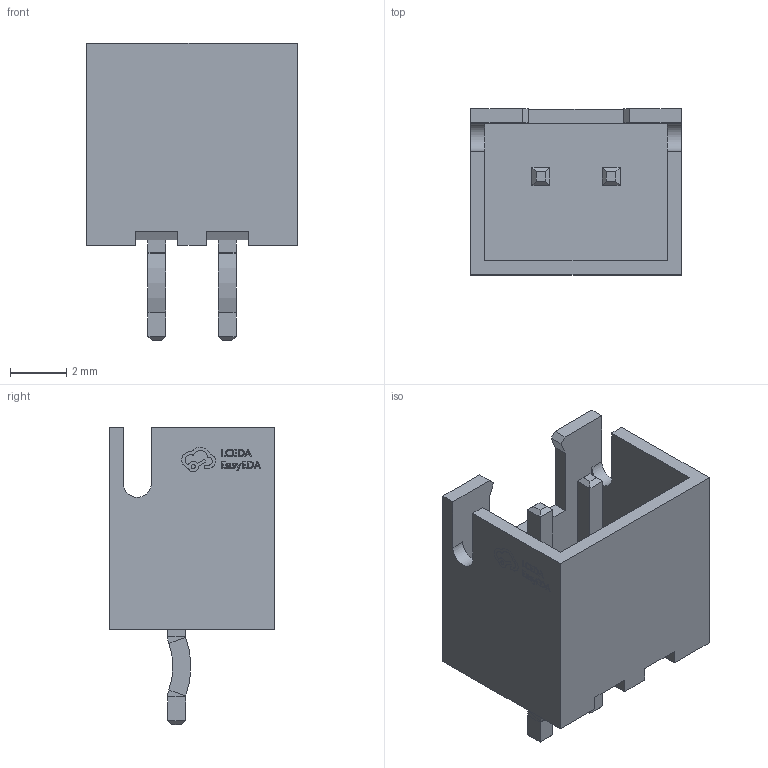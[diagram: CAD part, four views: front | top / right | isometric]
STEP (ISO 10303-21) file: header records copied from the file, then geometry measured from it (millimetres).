
FILE_DESCRIPTION(/* description */ ('Designed by EasyEDA Pro'),/* implementation_level */ '2;1');
FILE_NAME(/* name */ 'XH_2.54_1X2P_LH.step',/* time_stamp */ '2025-04-09T10:17:52+08:00',/* author */ (''),/* organization */ (''),/* preprocessor_version */ 'ST-DEVELOPER v20.1',/* originating_system */ 'Autodesk Translation Framework v14.4.0.0',/* authorisation */ '');
FILE_SCHEMA (('AUTOMOTIVE_DESIGN { 1 0 10303 214 3 1 1 }'));
Length unit declared in the file: millimetre
Products named in the file (4): UyWe-PCBModel; UyWe-Board; UyWe-CN1-CONN-TH_2P-P2.50_HX25003-2A; COMPOUND
Assembly tree (3 placements, depth 3):
  UyWe-PCBModel
    UyWe-Board
    UyWe-CN1-CONN-TH_2P-P2.50_HX25003-2A
      COMPOUND
Bounding box: 7.5 x 5.9 x 10.6 mm (x, y, z)
Volume: 152 mm3; surface area: 416.1 mm2
Topology: 14 solids, 14 shells, 445 faces, 1170 edges, 764 vertices
Faces by surface type: plane 296, bspline 135, cylinder 14
Entity records: 16028 total; most frequent: CARTESIAN_POINT 5281, ORIENTED_EDGE 2340, DIRECTION 1730, EDGE_CURVE 1170, LINE 872, VECTOR 872, VERTEX_POINT 764, EDGE_LOOP 468
